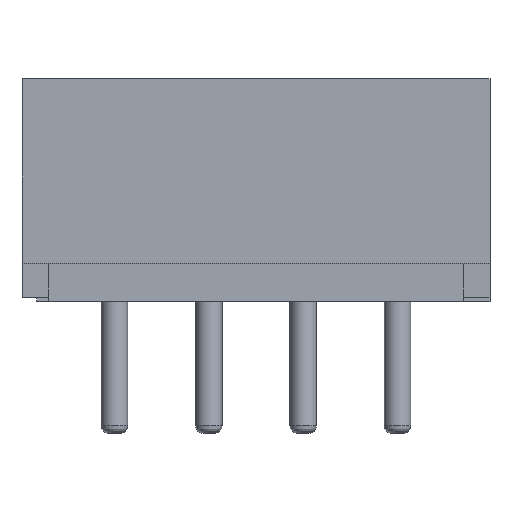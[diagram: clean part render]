
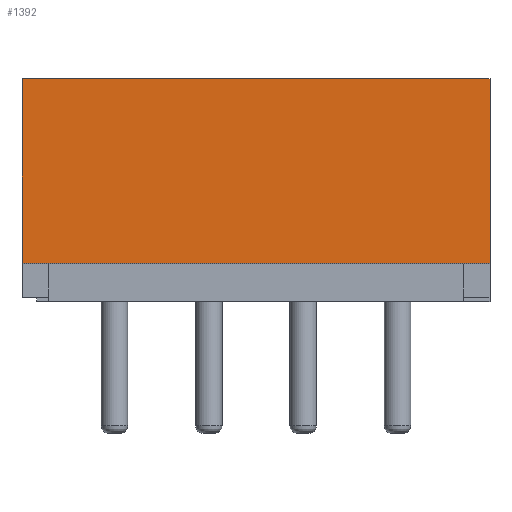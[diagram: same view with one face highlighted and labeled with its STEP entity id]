
A CAD part, top view. The second image highlights one B-rep face of the part: STEP entity #1392.
In plain terms, the highlighted planar face has unit normal (0, 0, 1).
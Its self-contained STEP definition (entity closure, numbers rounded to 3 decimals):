
#102=FACE_OUTER_BOUND('',#181,.T.);
#181=EDGE_LOOP('',(#983,#984,#985,#986));
#274=LINE('',#2036,#429);
#288=LINE('',#2064,#443);
#307=LINE('',#2101,#462);
#313=LINE('',#2113,#468);
#429=VECTOR('',#1626,4.9);
#443=VECTOR('',#1646,12.4);
#462=VECTOR('',#1671,4.9);
#468=VECTOR('',#1681,12.4);
#581=VERTEX_POINT('',#2033);
#582=VERTEX_POINT('',#2035);
#593=VERTEX_POINT('',#2062);
#608=VERTEX_POINT('',#2099);
#720=EDGE_CURVE('',#582,#581,#274,.T.);
#734=EDGE_CURVE('',#593,#581,#288,.T.);
#753=EDGE_CURVE('',#608,#593,#307,.T.);
#759=EDGE_CURVE('',#608,#582,#313,.T.);
#983=ORIENTED_EDGE('',*,*,#759,.T.);
#984=ORIENTED_EDGE('',*,*,#720,.T.);
#985=ORIENTED_EDGE('',*,*,#734,.F.);
#986=ORIENTED_EDGE('',*,*,#753,.F.);
#1329=PLANE('',#1485);
#1392=ADVANCED_FACE('',(#102),#1329,.T.);
#1485=AXIS2_PLACEMENT_3D('',#2112,#1679,#1680);
#1626=DIRECTION('',(0.,1.,0.));
#1646=DIRECTION('',(1.,0.,0.));
#1671=DIRECTION('',(0.,1.,0.));
#1679=DIRECTION('center_axis',(0.,0.,1.));
#1680=DIRECTION('ref_axis',(1.,0.,0.));
#1681=DIRECTION('',(1.,0.,0.));
#2033=CARTESIAN_POINT('',(6.2,2.95,2.47));
#2035=CARTESIAN_POINT('',(6.2,-1.95,2.47));
#2036=CARTESIAN_POINT('',(6.2,-1.95,2.47));
#2062=CARTESIAN_POINT('',(-6.2,2.95,2.47));
#2064=CARTESIAN_POINT('',(-6.2,2.95,2.47));
#2099=CARTESIAN_POINT('',(-6.2,-1.95,2.47));
#2101=CARTESIAN_POINT('',(-6.2,-1.95,2.47));
#2112=CARTESIAN_POINT('Origin',(-6.2,-2.95,2.47));
#2113=CARTESIAN_POINT('',(-6.2,-1.95,2.47));
